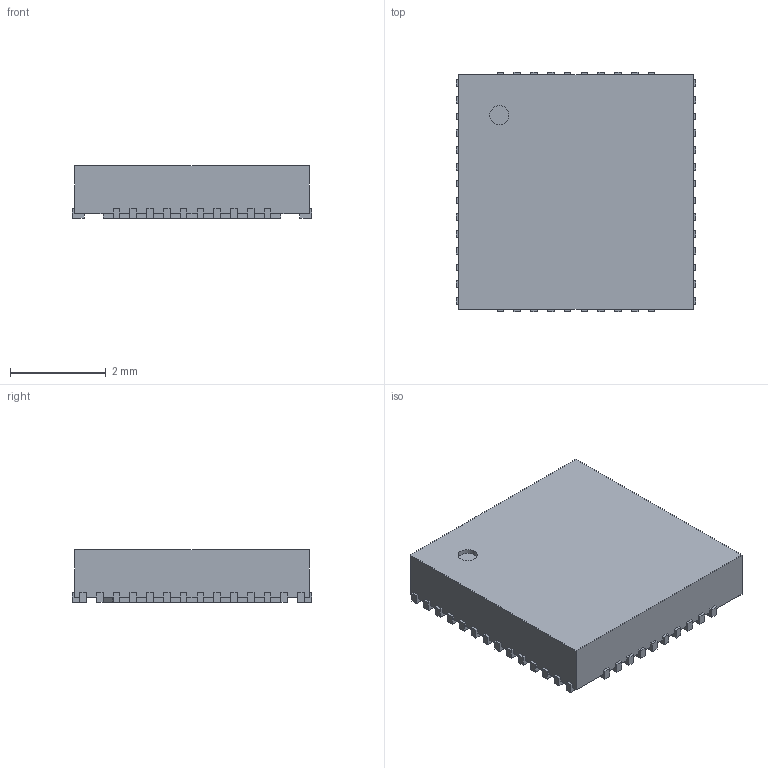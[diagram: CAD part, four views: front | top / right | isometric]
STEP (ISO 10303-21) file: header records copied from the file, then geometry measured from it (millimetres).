
FILE_DESCRIPTION(/* description */ ('model of QFN-48-1EP_5x5mm_P0.35mm_EP3.7x3.7mm'),/* implementation_level */ '2;1');
FILE_NAME(/* name */ 'QFN-48-1EP_5x5mm_P0.35mm_EP3.7x3.7mm.step',/* time_stamp */ '2018-11-02T18:12:32',/* author */ ('kicad StepUp','ksu'),/* organization */ ('FreeCAD'),/* preprocessor_version */ 'OCC',/* originating_system */ 'kicad StepUp',/* authorisation */ '');
FILE_SCHEMA(('AUTOMOTIVE_DESIGN { 1 0 10303 214 1 1 1 1 }'));
Length unit declared in the file: millimetre
Products named in the file (1): QFN_48_1EP_5x5mm_P035mm_EP37x37mm
Bounding box: 5 x 5 x 1.1 mm (x, y, z)
Volume: 25.6 mm3; surface area: 74.1 mm2
Topology: 1 solids, 1 shells, 302 faces, 894 edges, 596 vertices
Faces by surface type: plane 301, cylinder 1
Full cylindrical faces by diameter (mm): 0.4 x1
Entity records: 6833 total; most frequent: ORIENTED_EDGE 1542, CARTESIAN_POINT 1043, EDGE_CURVE 894, LINE 844, VERTEX_POINT 596, AXIS2_PLACEMENT_3D 304, FACE_BOUND 304, EDGE_LOOP 304
